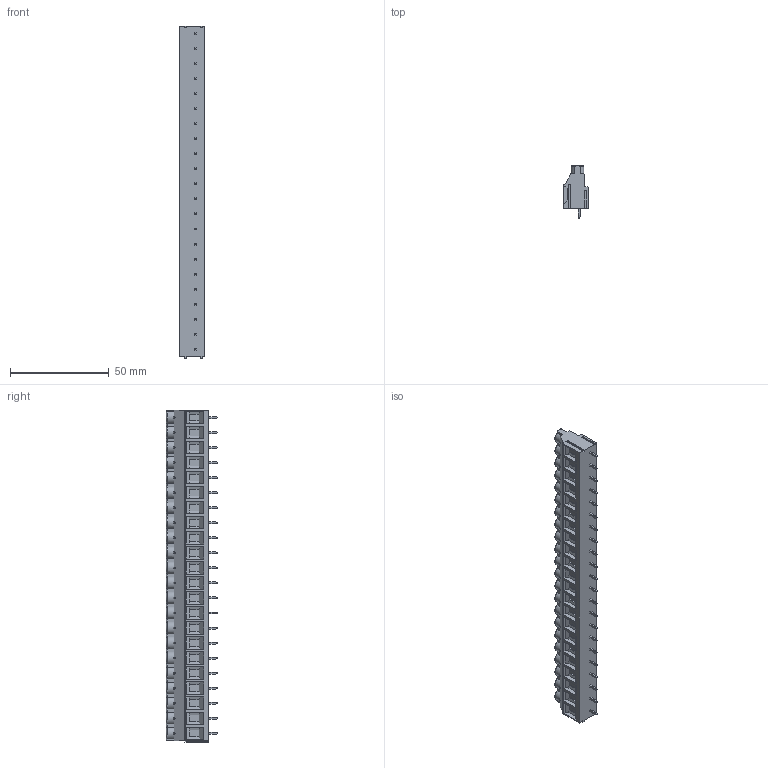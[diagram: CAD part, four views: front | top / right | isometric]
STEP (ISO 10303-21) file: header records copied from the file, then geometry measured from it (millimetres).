
FILE_DESCRIPTION((''),'2;1');
FILE_NAME('TL506V','2025-01-10T',('yanfa'),(''),'PRO/ENGINEER BY PARAMETRIC TECHNOLOGY CORPORATION, 2009280','PRO/ENGINEER BY PARAMETRIC TECHNOLOGY CORPORATION, 2009280','');
FILE_SCHEMA(('AUTOMOTIVE_DESIGN_CC2 { 1 2 10303 214 -1 1 5 2 }'));
Length unit declared in the file: millimetre
Products named in the file (1): TL506V
Bounding box: 12.5 x 26.1 x 168.25 mm (x, y, z)
Volume: 32096.4 mm3; surface area: 14651.8 mm2
Topology: 1 solids, 1 shells, 1238 faces, 3158 edges, 1966 vertices
Faces by surface type: plane 742, cylinder 298, torus 88, cone 88, sphere 22
Entity records: 38002 total; most frequent: CARTESIAN_POINT 8136, ORIENTED_EDGE 6272, DIRECTION 6098, EDGE_CURVE 3136, VECTOR 2166, LINE 2166, AXIS2_PLACEMENT_3D 1966, VERTEX_POINT 1966
